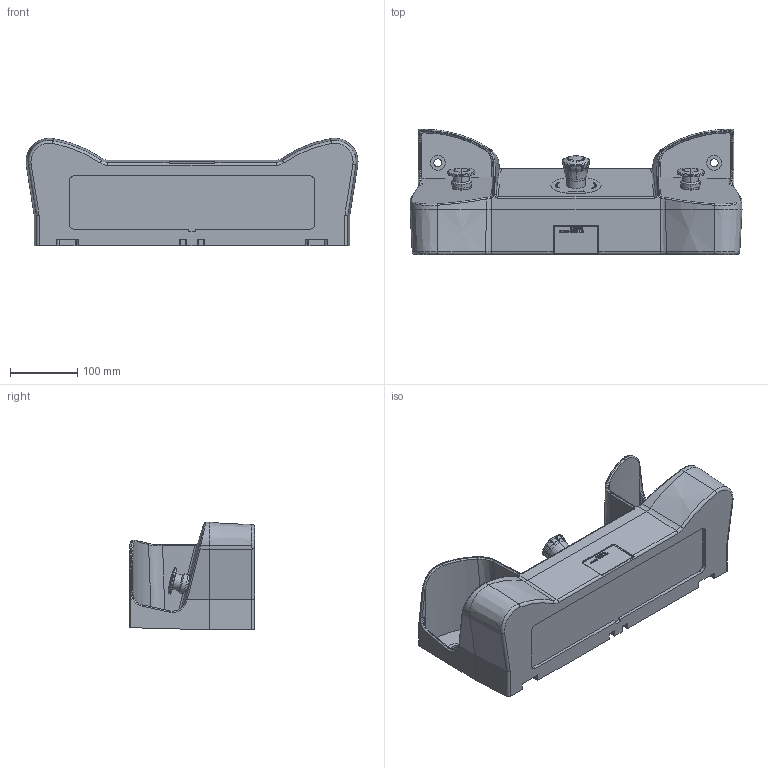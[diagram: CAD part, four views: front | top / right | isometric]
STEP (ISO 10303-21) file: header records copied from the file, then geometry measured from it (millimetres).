
FILE_DESCRIPTION(('STEP AP214'),'1');
FILE_NAME('cctmp_9CD3A2BE-09FC-46B9-B952-0784E749FA9B_2023_07_21_14_41_30_0123..stp','2023-07-21T12:41:32',('SIEMENS A&D'),('CADClick - www.CADClick.com'),'Spatial InterOp 3D postprocessed',' ','unknown authorization');
FILE_SCHEMA(('AUTOMOTIVE_DESIGN'));
Length unit declared in the file: millimetre
Products named in the file (6): cc_unnamed; 2023_07_21_14_41_30_0051; 2023_07_21_14_41_30_0046; 2023_07_21_14_41_30_0042; 2023_07_21_14_41_30_0038; 2023_07_21_14_41_30_0034
Assembly tree (5 placements, depth 2):
  cc_unnamed
    2023_07_21_14_41_30_0051
    2023_07_21_14_41_30_0046
    2023_07_21_14_41_30_0042
    2023_07_21_14_41_30_0038
    2023_07_21_14_41_30_0034
Bounding box: 492.38 x 185.55 x 159.5 mm (x, y, z)
Volume: 6625564 mm3; surface area: 418680.6 mm2
Topology: 5 solids, 5 shells, 2175 faces, 5956 edges, 3919 vertices
Faces by surface type: plane 1690, cylinder 271, cone 84, bspline 50, torus 48, sphere 32
Entity records: 84154 total; most frequent: CARTESIAN_POINT 22444, ORIENTED_EDGE 11900, DIRECTION 10738, EDGE_CURVE 5950, LINE 4636, VECTOR 4636, VERTEX_POINT 3919, AXIS2_PLACEMENT_3D 3051
